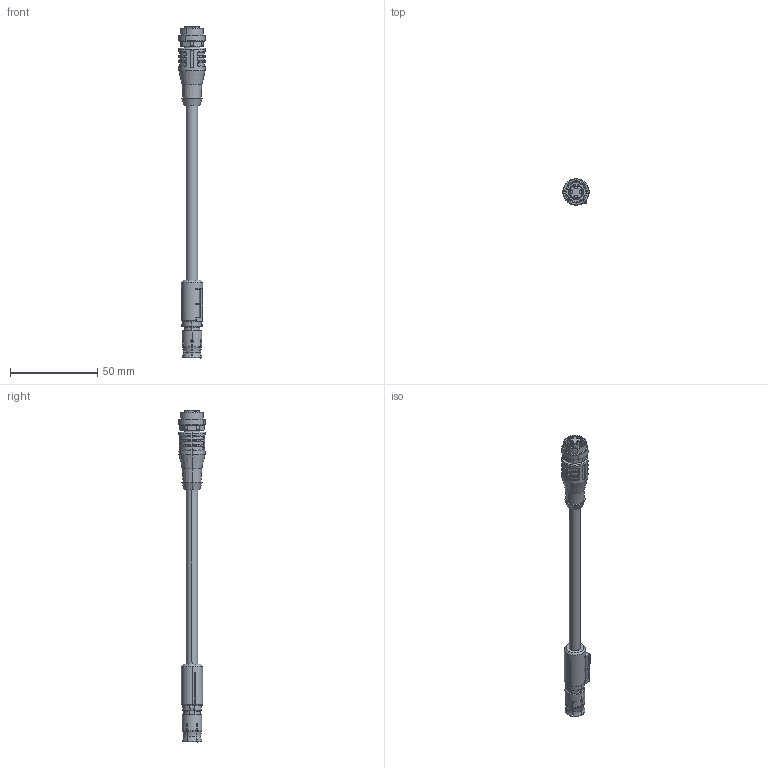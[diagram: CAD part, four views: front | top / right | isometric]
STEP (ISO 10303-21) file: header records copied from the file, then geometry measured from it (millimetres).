
FILE_DESCRIPTION(('CATIA V5 STEP Exchange','CAx-IF Rec.Pracs.--- Model Styling and Organization---1.4--- 2014-01-23'),'2;1');
FILE_NAME ('D1463020_0_2503540100_2503540100.stp','2020-07-28T14:18:04+00:00',('none'),('Weidmueller'),'CATIA Version 5-6 Release 2016 SP3 HF44','CATIA V5 STEP AP214','none');
FILE_SCHEMA(('AUTOMOTIVE_DESIGN { 1 0 10303 214 1 1 1 1 }'));
Length unit declared in the file: millimetre
Products named in the file (1): 2503540100
Bounding box: 15 x 15 x 190.2 mm (x, y, z)
Volume: 13172.4 mm3; surface area: 8272.6 mm2
Topology: 7 solids, 7 shells, 642 faces, 1752 edges, 1155 vertices
Faces by surface type: plane 215, cylinder 178, torus 102, extrusion 66, bspline 44, cone 35, sphere 2
Entity records: 22638 total; most frequent: CARTESIAN_POINT 7979, ORIENTED_EDGE 3500, DIRECTION 2216, EDGE_CURVE 1750, VERTEX_POINT 1155, AXIS2_PLACEMENT_3D 959, VECTOR 741, EDGE_LOOP 675
